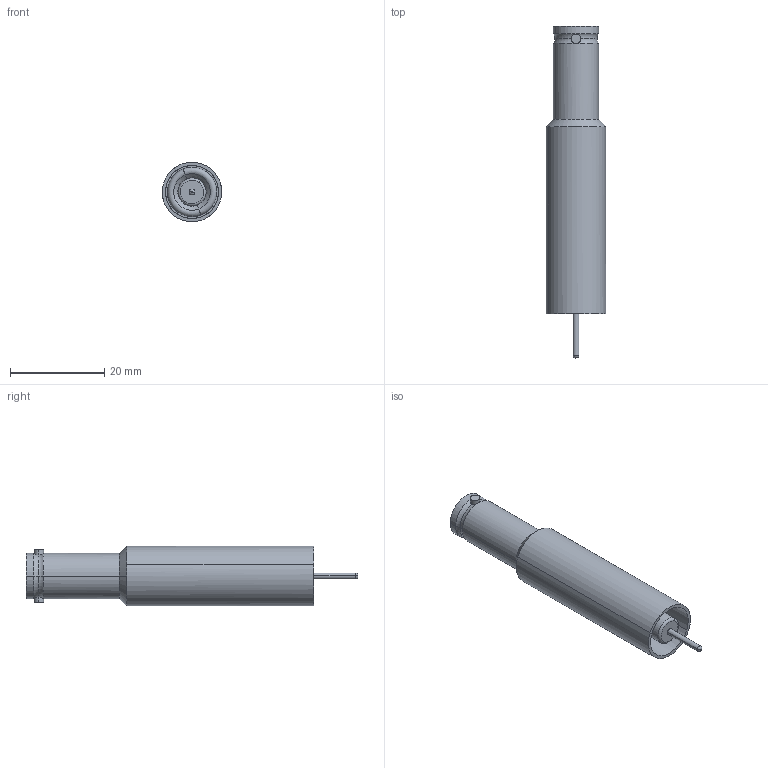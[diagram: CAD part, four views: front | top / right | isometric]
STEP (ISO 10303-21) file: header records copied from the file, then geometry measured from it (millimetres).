
FILE_DESCRIPTION (( 'STEP AP203' ), '1' );
FILE_NAME ('A1499-1-W.STEP', '2011-11-14T18:56:54', ( '' ), ( '' ), 'SwSTEP 2.0', 'SolidWorks 2011', '' );
FILE_SCHEMA (( 'CONFIG_CONTROL_DESIGN' ));
Length unit declared in the file: inch
Products named in the file (1): A1499-1-W
Bounding box: 12.62 x 70.38 x 12.62 mm (x, y, z)
Volume: 3446.2 mm3; surface area: 5977.5 mm2
Topology: 1 solids, 3 shells, 88 faces, 188 edges, 118 vertices
Faces by surface type: cylinder 42, plane 20, torus 18, cone 8
Entity records: 2577 total; most frequent: CARTESIAN_POINT 491, DIRECTION 480, ORIENTED_EDGE 376, AXIS2_PLACEMENT_3D 215, EDGE_CURVE 188, CIRCLE 126, VERTEX_POINT 118, EDGE_LOOP 104
